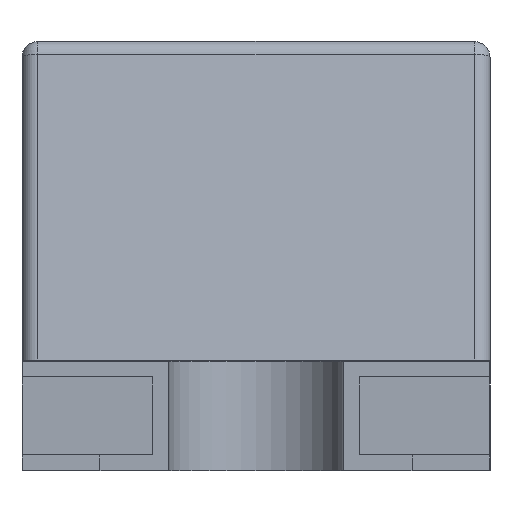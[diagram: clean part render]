
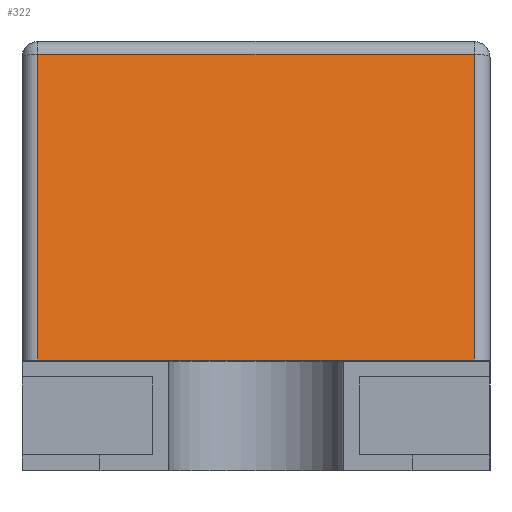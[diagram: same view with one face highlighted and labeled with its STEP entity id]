
A CAD part, left-side view. The second image highlights one B-rep face of the part: STEP entity #322.
In plain terms, the highlighted planar face has unit normal (-0.985, 0, 0.174).
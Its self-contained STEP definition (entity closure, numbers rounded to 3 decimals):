
#322 = ADVANCED_FACE( '', ( #669 ), #670, .F. );
#669 = FACE_OUTER_BOUND( '', #1093, .T. );
#670 = PLANE( '', #1094 );
#1093 = EDGE_LOOP( '', ( #1626, #1627, #1628, #1629, #1630, #1631, #1632, #1633 ) );
#1094 = AXIS2_PLACEMENT_3D( '', #1634, #1635, #1636 );
#1626 = ORIENTED_EDGE( '', *, *, #2684, .F. );
#1627 = ORIENTED_EDGE( '', *, *, #2795, .T. );
#1628 = ORIENTED_EDGE( '', *, *, #2796, .T. );
#1629 = ORIENTED_EDGE( '', *, *, #2797, .T. );
#1630 = ORIENTED_EDGE( '', *, *, #2798, .F. );
#1631 = ORIENTED_EDGE( '', *, *, #2799, .T. );
#1632 = ORIENTED_EDGE( '', *, *, #2800, .T. );
#1633 = ORIENTED_EDGE( '', *, *, #2801, .T. );
#1634 = CARTESIAN_POINT( '', ( -0.46, -0.6, 1.067 ) );
#1635 = DIRECTION( '', ( 0.985, 0., -0.174 ) );
#1636 = DIRECTION( '', ( -0.174, 0., -0.985 ) );
#2684 = EDGE_CURVE( '', #3165, #3166, #3167, .T. );
#2795 = EDGE_CURVE( '', #3165, #3359, #3360, .T. );
#2796 = EDGE_CURVE( '', #3359, #3361, #3362, .T. );
#2797 = EDGE_CURVE( '', #3361, #3363, #3364, .T. );
#2798 = EDGE_CURVE( '', #3365, #3363, #3366, .T. );
#2799 = EDGE_CURVE( '', #3365, #3340, #3367, .F. );
#2800 = EDGE_CURVE( '', #3340, #3314, #3368, .T. );
#2801 = EDGE_CURVE( '', #3314, #3166, #3369, .T. );
#3165 = VERTEX_POINT( '', #3872 );
#3166 = VERTEX_POINT( '', #3873 );
#3167 = LINE( '', #3874, #3875 );
#3314 = VERTEX_POINT( '', #4141 );
#3340 = VERTEX_POINT( '', #4175 );
#3359 = VERTEX_POINT( '', #4200 );
#3360 = LINE( '', #4201, #4202 );
#3361 = VERTEX_POINT( '', #4203 );
#3362 = LINE( '', #4204, #4205 );
#3363 = VERTEX_POINT( '', #4206 );
#3364 = LINE( '', #4207, #4208 );
#3365 = VERTEX_POINT( '', #4209 );
#3366 = LINE( '', #4210, #4211 );
#3367 = LINE( '', #4212, #4213 );
#3368 = LINE( '', #4214, #4215 );
#3369 = LINE( '', #4216, #4217 );
#3872 = CARTESIAN_POINT( '', ( -0.6, -0.25, 0.273 ) );
#3873 = CARTESIAN_POINT( '', ( -0.6, 0.56, 0.273 ) );
#3874 = CARTESIAN_POINT( '', ( -0.6, -0.6, 0.273 ) );
#3875 = VECTOR( '', #4972, 1000. );
#4141 = CARTESIAN_POINT( '', ( -0.46, 0.56, 1.067 ) );
#4175 = CARTESIAN_POINT( '', ( -0.46, -0.56, 1.067 ) );
#4200 = CARTESIAN_POINT( '', ( -0.599, -0.25, 0.28 ) );
#4201 = CARTESIAN_POINT( '', ( -0.46, -0.25, 1.067 ) );
#4202 = VECTOR( '', #5085, 1000. );
#4203 = CARTESIAN_POINT( '', ( -0.599, -0.4, 0.28 ) );
#4204 = CARTESIAN_POINT( '', ( -0.599, -0.6, 0.28 ) );
#4205 = VECTOR( '', #5086, 1000. );
#4206 = CARTESIAN_POINT( '', ( -0.6, -0.4, 0.273 ) );
#4207 = CARTESIAN_POINT( '', ( -0.46, -0.4, 1.067 ) );
#4208 = VECTOR( '', #5087, 1000. );
#4209 = CARTESIAN_POINT( '', ( -0.6, -0.56, 0.273 ) );
#4210 = CARTESIAN_POINT( '', ( -0.6, -0.6, 0.273 ) );
#4211 = VECTOR( '', #5088, 1000. );
#4212 = CARTESIAN_POINT( '', ( -0.46, -0.56, 1.067 ) );
#4213 = VECTOR( '', #5089, 1000. );
#4214 = CARTESIAN_POINT( '', ( -0.46, -0.6, 1.067 ) );
#4215 = VECTOR( '', #5090, 1000. );
#4216 = CARTESIAN_POINT( '', ( -0.6, 0.56, 0.273 ) );
#4217 = VECTOR( '', #5091, 1000. );
#4972 = DIRECTION( '', ( 0., 1., 0. ) );
#5085 = DIRECTION( '', ( 0.174, 0., 0.985 ) );
#5086 = DIRECTION( '', ( 0., -1., 0. ) );
#5087 = DIRECTION( '', ( -0.174, 0., -0.985 ) );
#5088 = DIRECTION( '', ( 0., 1., 0. ) );
#5089 = DIRECTION( '', ( -0.174, 0., -0.985 ) );
#5090 = DIRECTION( '', ( 0., 1., 0. ) );
#5091 = DIRECTION( '', ( -0.174, 0., -0.985 ) );
